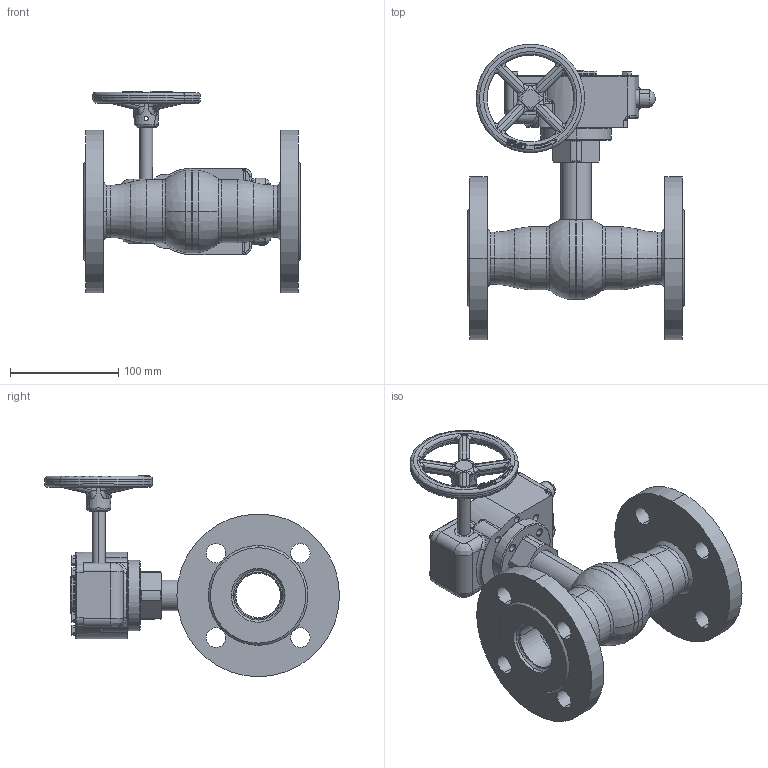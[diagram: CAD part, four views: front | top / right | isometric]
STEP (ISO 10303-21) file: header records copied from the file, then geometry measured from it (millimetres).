
FILE_DESCRIPTION (( 'STEP AP214' ), '1' );
FILE_NAME ('8600440040 480.step', '2025-05-29T08:21:47', ( '' ), ( '' ), 'SwSTEP 2.0', 'SolidWorks 2023', '' );
FILE_SCHEMA (( 'AUTOMOTIVE_DESIGN' ));
Length unit declared in the file: millimetre
Products named in the file (1): 8600440040 480
Bounding box: 200 x 272.03 x 185.78 mm (x, y, z)
Surface area: 207261.8 mm2 (no closed solid volume)
Topology: 0 solids, 23 shells, 788 faces, 2328 edges, 1503 vertices
Faces by surface type: plane 237, cylinder 207, bspline 154, torus 90, cone 90, sphere 10
Entity records: 37905 total; most frequent: CARTESIAN_POINT 18679, ORIENTED_EDGE 4070, DIRECTION 3647, EDGE_CURVE 2324, VERTEX_POINT 1503, AXIS2_PLACEMENT_3D 1476, EDGE_LOOP 871, CIRCLE 841
